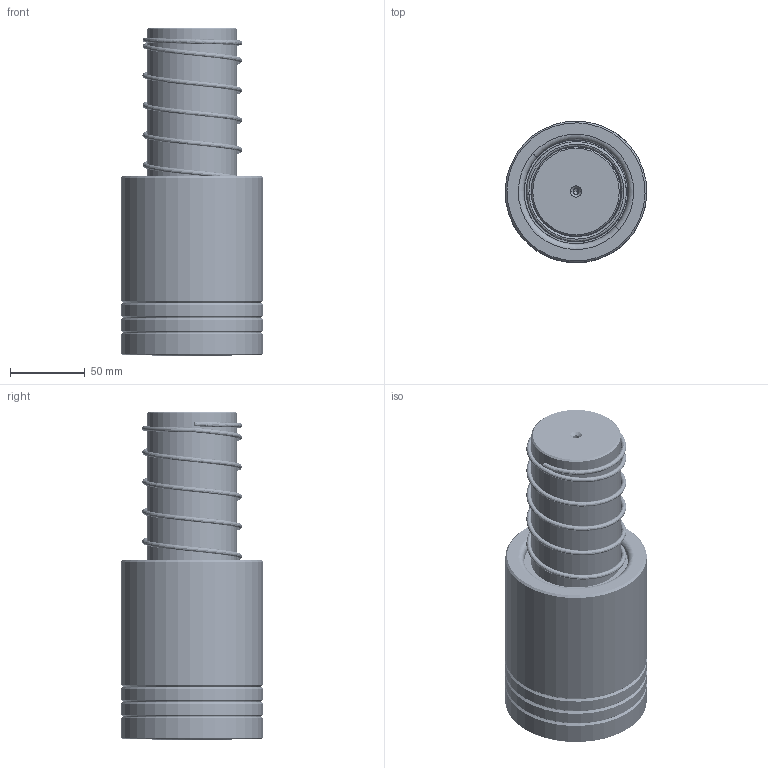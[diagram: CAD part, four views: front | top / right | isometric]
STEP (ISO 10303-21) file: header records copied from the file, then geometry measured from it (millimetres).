
FILE_DESCRIPTION (( 'STEP AP214' ), '1' );
FILE_NAME ('LBSH LBJH-D60-L220£¨BL-120£©.STEP', '2021-08-13T06:50:15', ( '' ), ( '' ), 'SwSTEP 2.0', 'SolidWorks 2016', '' );
FILE_SCHEMA (( 'AUTOMOTIVE_DESIGN' ));
Length unit declared in the file: millimetre
Products named in the file (343): BALL-D5; BSH-D69.5-60.5-L110郪蚾; LBSH LBJH-D60-L220（BL-120）; HWP-D66.9-60.5-L110; BSH-69.5-60.5-L110; TBB-D95-d70-L120; DDP-D60-L220
Assembly tree (338 placements, depth 3):
  BALL-D5
  BALL-D5
  BALL-D5
  BALL-D5
  BALL-D5
Bounding box: 94.97 x 94.97 x 220 mm (x, y, z)
Volume: 1118347.6 mm3; surface area: 223953.2 mm2
Topology: 334 solids, 334 shells, 1417 faces, 6187 edges, 4114 vertices
Faces by surface type: sphere 1320, cone 28, cylinder 24, torus 16, plane 15, bspline 14
Entity records: 63992 total; most frequent: CARTESIAN_POINT 38320, ORIENTED_EDGE 4436, DIRECTION 3778, EDGE_CURVE 2218, AXIS2_PLACEMENT_3D 1853, VERTEX_POINT 1462, EDGE_LOOP 1416, B_SPLINE_CURVE_WITH_KNOTS 1385
